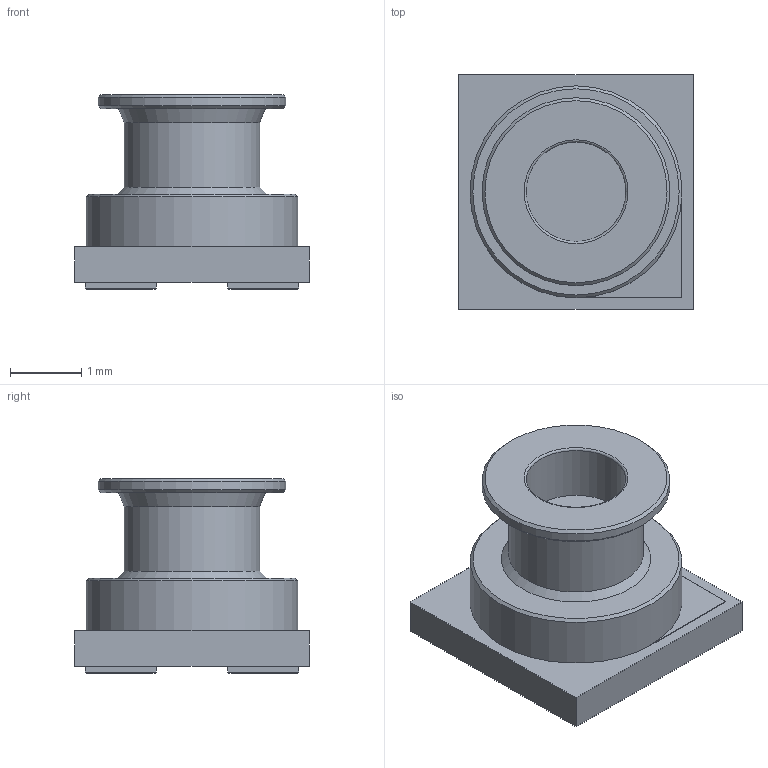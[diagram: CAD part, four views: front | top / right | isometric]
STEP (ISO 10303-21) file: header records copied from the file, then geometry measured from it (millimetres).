
FILE_DESCRIPTION(/* description */ (''),/* implementation_level */ '2;1');
FILE_NAME(/* name */ 'MS5837-30BA .step',/* time_stamp */ '2021-11-18T08:38:58-08:00',/* author */ (''),/* organization */ (''),/* preprocessor_version */ 'ST-DEVELOPER v18.1',/* originating_system */ 'Autodesk Translation Framework v10.10.0.1391',/* authorisation */ '');
FILE_SCHEMA (('AUTOMOTIVE_DESIGN { 1 0 10303 214 3 1 1 }'));
Length unit declared in the file: millimetre
Products named in the file (1): MS5837-30BA
Bounding box: 3.3 x 3.3 x 2.74 mm (x, y, z)
Volume: 14.3 mm3; surface area: 53 mm2
Topology: 1 solids, 1 shells, 59 faces, 124 edges, 75 vertices
Faces by surface type: plane 49, cone 5, cylinder 4, torus 1
Full cylindrical faces by diameter (mm): 1.4 x1, 1.9 x1, 2.64 x1, 2.98 x1
Entity records: 1563 total; most frequent: DIRECTION 260, CARTESIAN_POINT 259, ORIENTED_EDGE 248, EDGE_CURVE 124, LINE 108, VECTOR 108, AXIS2_PLACEMENT_3D 76, VERTEX_POINT 75
